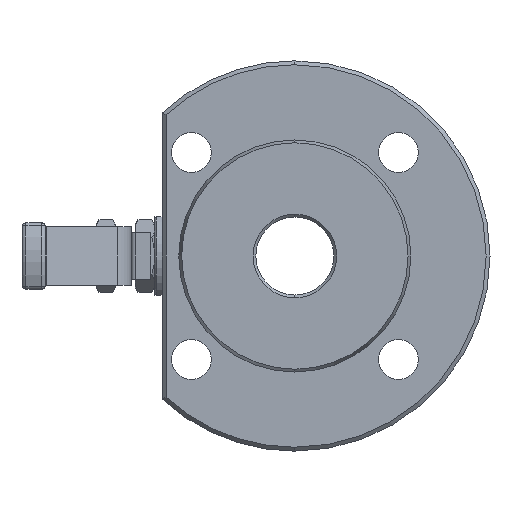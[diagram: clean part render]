
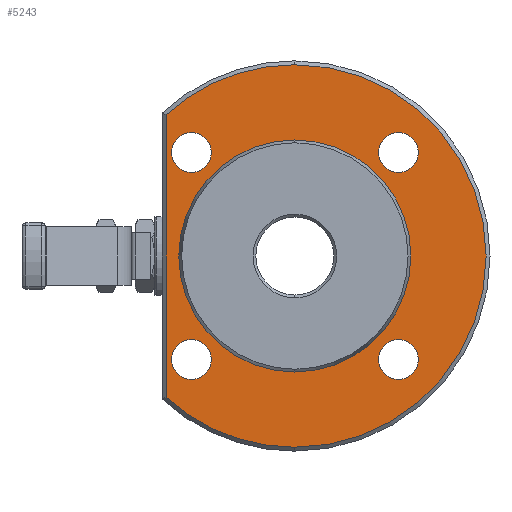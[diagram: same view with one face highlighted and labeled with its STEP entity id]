
A CAD part, left-side view. The second image highlights one B-rep face of the part: STEP entity #5243.
In plain terms, the highlighted planar face has unit normal (-1, 0, 0).
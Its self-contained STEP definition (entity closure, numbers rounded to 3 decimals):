
#228=PLANE('',#5671);
#236=CIRCLE('',#5300,5.1);
#238=CIRCLE('',#5303,5.1);
#240=CIRCLE('',#5306,5.1);
#242=CIRCLE('',#5309,5.1);
#420=CIRCLE('',#5666,49.);
#423=CIRCLE('',#5670,29.728);
#424=CIRCLE('',#5672,29.728);
#425=CIRCLE('',#5673,49.);
#426=CIRCLE('',#5674,49.);
#427=CIRCLE('',#5675,5.1);
#428=CIRCLE('',#5676,5.1);
#429=CIRCLE('',#5677,5.1);
#430=CIRCLE('',#5678,5.1);
#1297=ORIENTED_EDGE('',*,*,#1995,.F.);
#1298=ORIENTED_EDGE('',*,*,#1996,.F.);
#1299=ORIENTED_EDGE('',*,*,#1990,.T.);
#1300=ORIENTED_EDGE('',*,*,#1997,.T.);
#1301=ORIENTED_EDGE('',*,*,#1998,.T.);
#1302=ORIENTED_EDGE('',*,*,#1964,.T.);
#1303=ORIENTED_EDGE('',*,*,#1999,.F.);
#1304=ORIENTED_EDGE('',*,*,#1530,.F.);
#1305=ORIENTED_EDGE('',*,*,#2000,.F.);
#1306=ORIENTED_EDGE('',*,*,#1526,.F.);
#1307=ORIENTED_EDGE('',*,*,#2001,.F.);
#1308=ORIENTED_EDGE('',*,*,#1522,.F.);
#1309=ORIENTED_EDGE('',*,*,#2002,.F.);
#1310=ORIENTED_EDGE('',*,*,#1518,.F.);
#1518=EDGE_CURVE('',#2043,#2045,#236,.T.);
#1522=EDGE_CURVE('',#2047,#2049,#238,.T.);
#1526=EDGE_CURVE('',#2051,#2053,#240,.T.);
#1530=EDGE_CURVE('',#2055,#2057,#242,.T.);
#1964=EDGE_CURVE('',#2327,#2325,#2573,.T.);
#1990=EDGE_CURVE('',#2325,#2338,#420,.T.);
#1995=EDGE_CURVE('',#2343,#2341,#423,.T.);
#1996=EDGE_CURVE('',#2341,#2343,#424,.T.);
#1997=EDGE_CURVE('',#2338,#2344,#425,.T.);
#1998=EDGE_CURVE('',#2344,#2327,#426,.T.);
#1999=EDGE_CURVE('',#2057,#2055,#427,.T.);
#2000=EDGE_CURVE('',#2053,#2051,#428,.T.);
#2001=EDGE_CURVE('',#2049,#2047,#429,.T.);
#2002=EDGE_CURVE('',#2045,#2043,#430,.T.);
#2043=VERTEX_POINT('',#6932);
#2045=VERTEX_POINT('',#6935);
#2047=VERTEX_POINT('',#6941);
#2049=VERTEX_POINT('',#6944);
#2051=VERTEX_POINT('',#6950);
#2053=VERTEX_POINT('',#6953);
#2055=VERTEX_POINT('',#6959);
#2057=VERTEX_POINT('',#6962);
#2325=VERTEX_POINT('',#8198);
#2327=VERTEX_POINT('',#8201);
#2338=VERTEX_POINT('',#8253);
#2341=VERTEX_POINT('',#8260);
#2343=VERTEX_POINT('',#8264);
#2344=VERTEX_POINT('',#8269);
#2573=LINE('',#8200,#2812);
#2812=VECTOR('',#6680,1000.);
#3031=EDGE_LOOP('',(#1297,#1298));
#3032=EDGE_LOOP('',(#1299,#1300,#1301,#1302));
#3033=EDGE_LOOP('',(#1303,#1304));
#3034=EDGE_LOOP('',(#1305,#1306));
#3035=EDGE_LOOP('',(#1307,#1308));
#3036=EDGE_LOOP('',(#1309,#1310));
#3292=FACE_BOUND('',#3031,.T.);
#3293=FACE_BOUND('',#3032,.T.);
#3294=FACE_BOUND('',#3033,.T.);
#3295=FACE_BOUND('',#3034,.T.);
#3296=FACE_BOUND('',#3035,.T.);
#3297=FACE_BOUND('',#3036,.T.);
#5243=ADVANCED_FACE('',(#3292,#3293,#3294,#3295,#3296,#3297),#228,.T.);
#5300=AXIS2_PLACEMENT_3D('',#6934,#5770,#5771);
#5303=AXIS2_PLACEMENT_3D('',#6943,#5778,#5779);
#5306=AXIS2_PLACEMENT_3D('',#6952,#5786,#5787);
#5309=AXIS2_PLACEMENT_3D('',#6961,#5794,#5795);
#5666=AXIS2_PLACEMENT_3D('',#8255,#6730,#6731);
#5670=AXIS2_PLACEMENT_3D('',#8265,#6740,#6741);
#5671=AXIS2_PLACEMENT_3D('',#8266,#6742,#6743);
#5672=AXIS2_PLACEMENT_3D('',#8267,#6744,#6745);
#5673=AXIS2_PLACEMENT_3D('',#8268,#6746,#6747);
#5674=AXIS2_PLACEMENT_3D('',#8270,#6748,#6749);
#5675=AXIS2_PLACEMENT_3D('',#8271,#6750,#6751);
#5676=AXIS2_PLACEMENT_3D('',#8272,#6752,#6753);
#5677=AXIS2_PLACEMENT_3D('',#8273,#6754,#6755);
#5678=AXIS2_PLACEMENT_3D('',#8274,#6756,#6757);
#5770=DIRECTION('',(-1.,0.,0.));
#5771=DIRECTION('',(0.,0.,1.));
#5778=DIRECTION('',(-1.,0.,0.));
#5779=DIRECTION('',(0.,0.,1.));
#5786=DIRECTION('',(-1.,0.,0.));
#5787=DIRECTION('',(0.,0.,1.));
#5794=DIRECTION('',(-1.,0.,0.));
#5795=DIRECTION('',(0.,0.,1.));
#6680=DIRECTION('',(0.,0.,-1.));
#6730=DIRECTION('',(-1.,0.,0.));
#6731=DIRECTION('',(0.,0.,1.));
#6740=DIRECTION('',(-1.,0.,0.));
#6741=DIRECTION('',(0.,0.,1.));
#6742=DIRECTION('',(-1.,0.,0.));
#6743=DIRECTION('',(0.,0.,1.));
#6744=DIRECTION('',(-1.,0.,0.));
#6745=DIRECTION('',(0.,0.,1.));
#6746=DIRECTION('',(-1.,0.,0.));
#6747=DIRECTION('',(0.,0.,1.));
#6748=DIRECTION('',(-1.,0.,0.));
#6749=DIRECTION('',(0.,0.,1.));
#6750=DIRECTION('',(-1.,0.,0.));
#6751=DIRECTION('',(0.,0.,1.));
#6752=DIRECTION('',(-1.,0.,0.));
#6753=DIRECTION('',(0.,0.,1.));
#6754=DIRECTION('',(-1.,0.,0.));
#6755=DIRECTION('',(0.,0.,1.));
#6756=DIRECTION('',(-1.,0.,0.));
#6757=DIRECTION('',(0.,0.,1.));
#6932=CARTESIAN_POINT('',(-17.,26.517,-21.417));
#6934=CARTESIAN_POINT('',(-17.,26.517,-26.517));
#6935=CARTESIAN_POINT('',(-17.,26.517,-31.617));
#6941=CARTESIAN_POINT('',(-17.,-26.517,-21.417));
#6943=CARTESIAN_POINT('',(-17.,-26.517,-26.517));
#6944=CARTESIAN_POINT('',(-17.,-26.517,-31.617));
#6950=CARTESIAN_POINT('',(-17.,-26.517,31.617));
#6952=CARTESIAN_POINT('',(-17.,-26.517,26.517));
#6953=CARTESIAN_POINT('',(-17.,-26.517,21.417));
#6959=CARTESIAN_POINT('',(-17.,26.517,31.617));
#6961=CARTESIAN_POINT('',(-17.,26.517,26.517));
#6962=CARTESIAN_POINT('',(-17.,26.517,21.417));
#8198=CARTESIAN_POINT('',(-17.,33.,-36.222));
#8200=CARTESIAN_POINT('',(-17.,33.,-35.285));
#8201=CARTESIAN_POINT('',(-17.,33.,36.222));
#8253=CARTESIAN_POINT('',(-17.,0.,-49.));
#8255=CARTESIAN_POINT('',(-17.,0.,0.));
#8260=CARTESIAN_POINT('',(-17.,0.,29.728));
#8264=CARTESIAN_POINT('',(-17.,0.,-29.728));
#8265=CARTESIAN_POINT('',(-17.,0.,0.));
#8266=CARTESIAN_POINT('',(-17.,29.728,0.));
#8267=CARTESIAN_POINT('',(-17.,0.,0.));
#8268=CARTESIAN_POINT('',(-17.,0.,0.));
#8269=CARTESIAN_POINT('',(-17.,0.,49.));
#8270=CARTESIAN_POINT('',(-17.,0.,0.));
#8271=CARTESIAN_POINT('',(-17.,26.517,26.517));
#8272=CARTESIAN_POINT('',(-17.,-26.517,26.517));
#8273=CARTESIAN_POINT('',(-17.,-26.517,-26.517));
#8274=CARTESIAN_POINT('',(-17.,26.517,-26.517));
